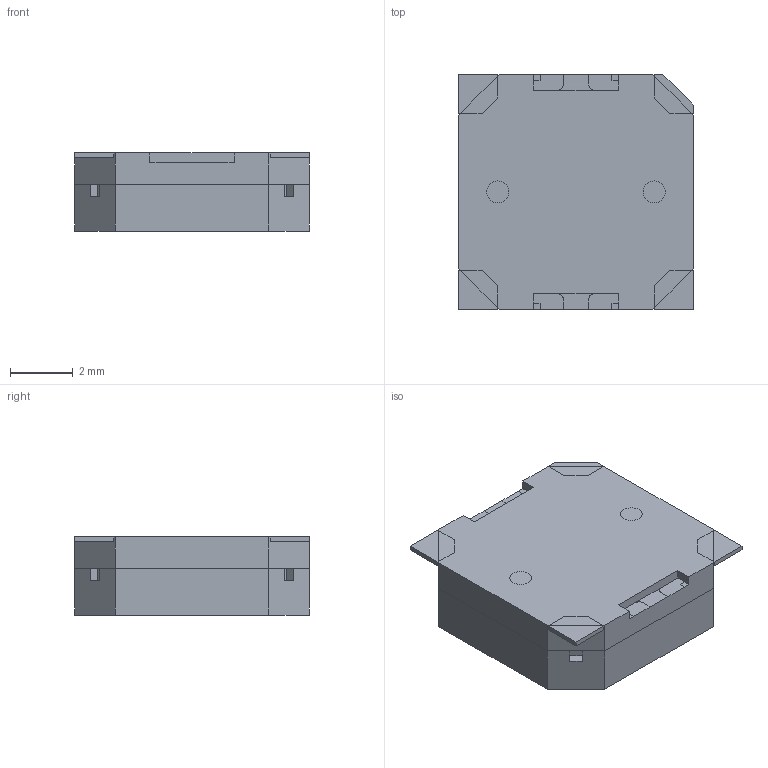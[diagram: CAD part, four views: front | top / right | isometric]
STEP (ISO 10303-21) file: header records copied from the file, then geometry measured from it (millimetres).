
FILE_DESCRIPTION (( 'STEP AP214' ), '1' );
FILE_NAME ('7525AS跤諦誧蚚俋倛芞.STEP', '2019-10-06T03:19:08', ( 'AutoBVT' ), ( 'Microsoft' ), 'SwSTEP 2.0', 'SolidWorks 2016', '' );
FILE_SCHEMA (( 'AUTOMOTIVE_DESIGN' ));
Length unit declared in the file: millimetre
Products named in the file (3): 7525AS GAI; 7525AS gu jia; 7525AS跤諦誧蚚俋倛芞
Assembly tree (2 placements, depth 2):
  7525AS跤諦誧蚚俋倛芞
    7525AS gu jia
    7525AS GAI
Bounding box: 7.5 x 7.5 x 2.5 mm (x, y, z)
Volume: 113.3 mm3; surface area: 349 mm2
Topology: 8 solids, 8 shells, 154 faces, 402 edges, 266 vertices
Faces by surface type: plane 137, cylinder 17
Entity records: 6566 total; most frequent: CARTESIAN_POINT 977, ORIENTED_EDGE 804, DIRECTION 698, EDGE_CURVE 402, LINE 348, VECTOR 348, VERTEX_POINT 266, AXIS2_PLACEMENT_3D 175
